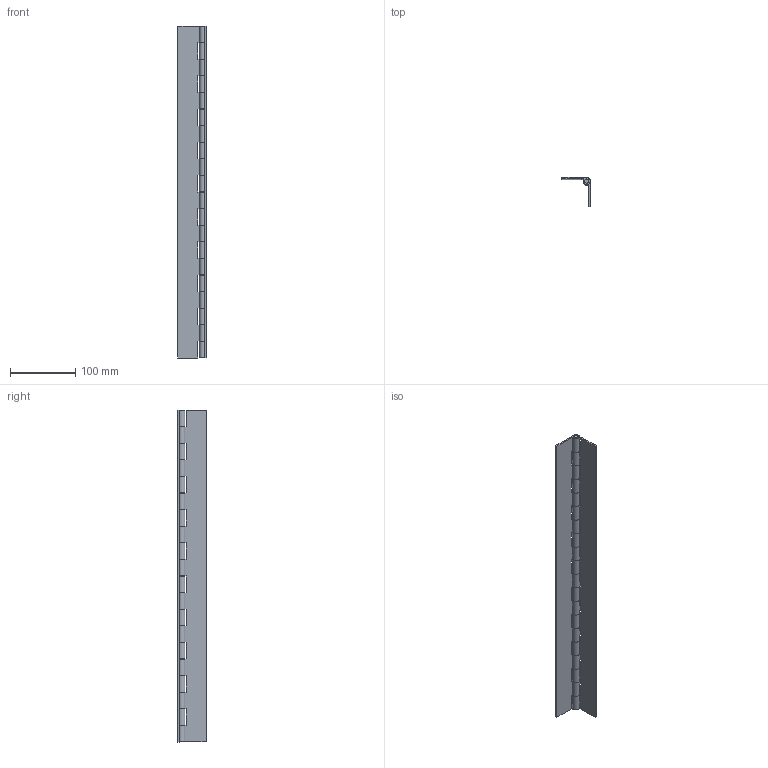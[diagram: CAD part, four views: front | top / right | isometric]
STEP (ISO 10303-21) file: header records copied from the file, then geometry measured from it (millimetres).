
FILE_DESCRIPTION(/* description */ (''),/* implementation_level */ '2;1');
FILE_NAME(/* name */ 'FE-00004-03.iam.stp',/* time_stamp */ '2018-01-01T11:22:04-08:00',/* author */ ('PhillipD'),/* organization */ (''),/* preprocessor_version */ 'ST-DEVELOPER v16.13',/* originating_system */ 'Autodesk Inventor 2018',/* authorisation */ '');
FILE_SCHEMA (('AUTOMOTIVE_DESIGN { 1 0 10303 214 3 1 1 }'));
Length unit declared in the file: inch
Products named in the file (3): FE-00004-03; FE-00004-03a; FE-00004-03b
Assembly tree (3 placements, depth 2):
  FE-00004-03
    FE-00004-03a  x2
    FE-00004-03b
Bounding box: 43.56 x 43.56 x 508 mm (x, y, z)
Volume: 124062.6 mm3; surface area: 109557.3 mm2
Topology: 3 solids, 3 shells, 111 faces, 315 edges, 210 vertices
Faces by surface type: plane 70, cylinder 41
Full cylindrical faces by diameter (mm): 6.35 x21
Entity records: 1947 total; most frequent: CARTESIAN_POINT 317, DIRECTION 316, ORIENTED_EDGE 296, EDGE_CURVE 148, LINE 106, VECTOR 106, VERTEX_POINT 106, AXIS2_PLACEMENT_3D 105
